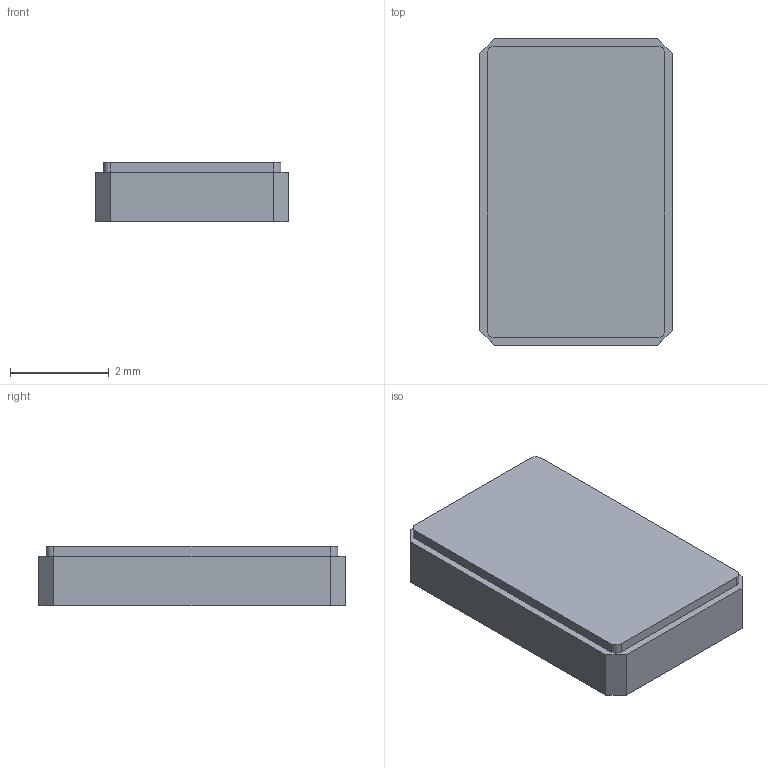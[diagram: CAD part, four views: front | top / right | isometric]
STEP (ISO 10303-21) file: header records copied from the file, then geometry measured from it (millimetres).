
FILE_DESCRIPTION(/* description */ (''),/* implementation_level */ '2;1');
FILE_NAME(/* name */ 'XTAL_ABRACON_ABMM2.stp',/* time_stamp */ '2015-12-10T10:27:43+01:00',/* author */ ('riccim'),/* organization */ (''),/* preprocessor_version */ 'ST-DEVELOPER v15.5',/* originating_system */ 'AutoCAD Mechanical',/* authorisation */ '');
FILE_SCHEMA (('AUTOMOTIVE_DESIGN { 1 0 10303 214 3 1 1 }'));
Length unit declared in the file: millimetre
Products named in the file (1): Product
Bounding box: 3.9 x 6.2 x 1.2 mm (x, y, z)
Volume: 28.2 mm3; surface area: 131 mm2
Topology: 6 solids, 6 shells, 72 faces, 168 edges, 112 vertices
Faces by surface type: plane 68, cylinder 4
Entity records: 2061 total; most frequent: CARTESIAN_POINT 353, ORIENTED_EDGE 336, DIRECTION 322, EDGE_CURVE 168, LINE 160, VECTOR 160, VERTEX_POINT 112, AXIS2_PLACEMENT_3D 81
